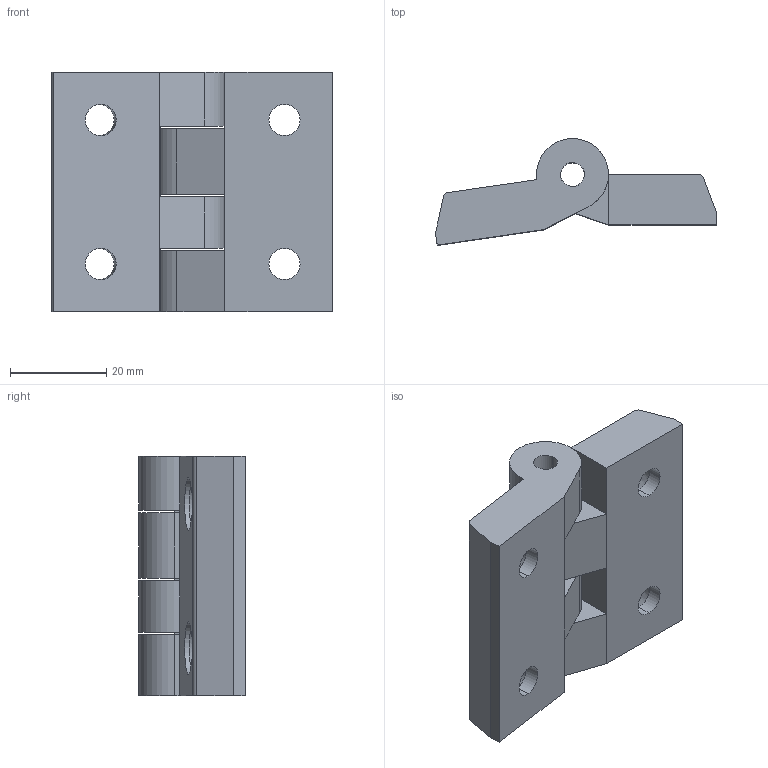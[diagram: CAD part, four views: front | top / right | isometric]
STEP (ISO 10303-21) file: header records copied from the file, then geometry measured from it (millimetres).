
FILE_DESCRIPTION (( 'STEP AP203' ), '1' );
FILE_NAME ('4040攝韓磁珜.STEP', '2015-07-01T07:48:48', ( 'User' ), ( 'Microsoft' ), 'SwSTEP 2.0', 'SolidWorks 2012', '' );
FILE_SCHEMA (( 'CONFIG_CONTROL_DESIGN' ));
Length unit declared in the file: millimetre
Products named in the file (3): 4040攝韓磁珜; 4040攝韓磁珜衵; 4040攝韓磁珜酘
Assembly tree (2 placements, depth 2):
  4040攝韓磁珜
    4040攝韓磁珜衵
    4040攝韓磁珜酘
Bounding box: 58.54 x 22.2 x 49.9 mm (x, y, z)
Volume: 28815.3 mm3; surface area: 11655.3 mm2
Topology: 2 solids, 2 shells, 66 faces, 164 edges, 102 vertices
Faces by surface type: cylinder 34, plane 24, cone 8
Entity records: 2297 total; most frequent: DIRECTION 374, CARTESIAN_POINT 337, ORIENTED_EDGE 328, EDGE_CURVE 164, AXIS2_PLACEMENT_3D 139, VERTEX_POINT 102, VECTOR 96, LINE 96
